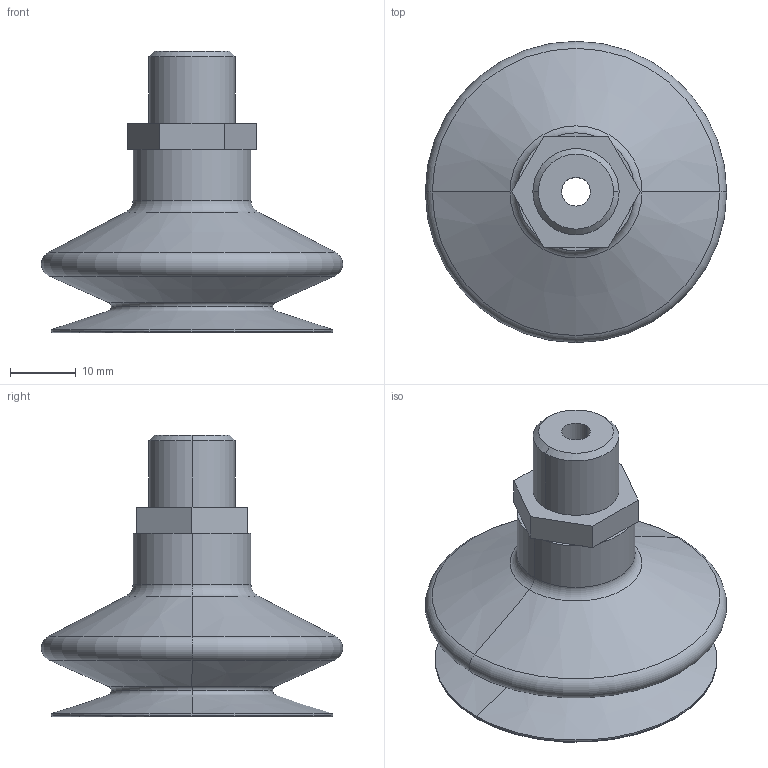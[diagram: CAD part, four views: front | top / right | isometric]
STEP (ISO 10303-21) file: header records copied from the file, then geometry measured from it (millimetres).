
FILE_DESCRIPTION (( 'STEP AP203' ), '1' );
FILE_NAME ('10.01.06.00082.step', '2021-04-14T12:44:53', ( '' ), ( '' ), 'SwSTEP 2.0', 'SolidWorks 2021', '' );
FILE_SCHEMA (( 'CONFIG_CONTROL_DESIGN' ));
Length unit declared in the file: millimetre
Products named in the file (1): 10.01.06.00082
Bounding box: 45.99 x 45.99 x 43 mm (x, y, z)
Volume: 12567.3 mm3; surface area: 11154.1 mm2
Topology: 2 solids, 2 shells, 67 faces, 138 edges, 80 vertices
Faces by surface type: torus 20, cone 18, plane 15, cylinder 14
Entity records: 1855 total; most frequent: DIRECTION 362, CARTESIAN_POINT 286, ORIENTED_EDGE 276, AXIS2_PLACEMENT_3D 156, EDGE_CURVE 138, CIRCLE 88, VERTEX_POINT 80, EDGE_LOOP 76
